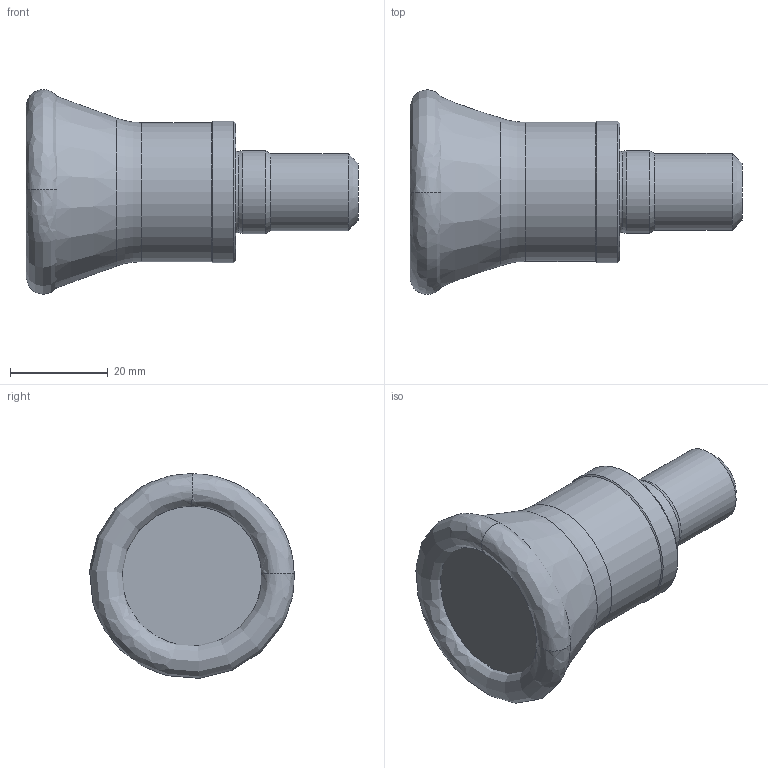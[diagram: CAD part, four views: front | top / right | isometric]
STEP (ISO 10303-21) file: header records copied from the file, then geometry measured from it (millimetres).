
FILE_DESCRIPTION(/* description */ (''),/* implementation_level */ '2;1');
FILE_NAME(/* name */ 'AEMR-RD0702-D42-M16-L43-Z05-H.stp',/* time_stamp */ '2023-10-19T19:20:46+03:00',/* author */ (''),/* organization */ (''),/* preprocessor_version */ 'ST-DEVELOPER v19.4',/* originating_system */ 'SIEMENS PLM Software NX2306.5001',/* authorisation */ '');
FILE_SCHEMA (('AUTOMOTIVE_DESIGN { 1 0 10303 214 3 1 1 1 }'));
Length unit declared in the file: millimetre
Products named in the file (1): AEMR-RD0702-D42-M16-L43-Z05-H-LIGHT_x_t_objects
Bounding box: 68 x 41.96 x 41.94 mm (x, y, z)
Volume: 42397 mm3; surface area: 9846.1 mm2
Topology: 2 solids, 2 shells, 20 faces, 36 edges, 19 vertices
Faces by surface type: cone 7, torus 4, cylinder 4, plane 3, bspline 2
Full cylindrical faces by diameter (mm): 15.75 x1, 17 x1, 28.5 x1, 29 x1
Entity records: 503 total; most frequent: CARTESIAN_POINT 134, DIRECTION 76, EDGE_LOOP 38, ORIENTED_EDGE 38, AXIS2_PLACEMENT_3D 38, FACE_BOUND 36, ADVANCED_FACE 20, VERTEX_POINT 19
